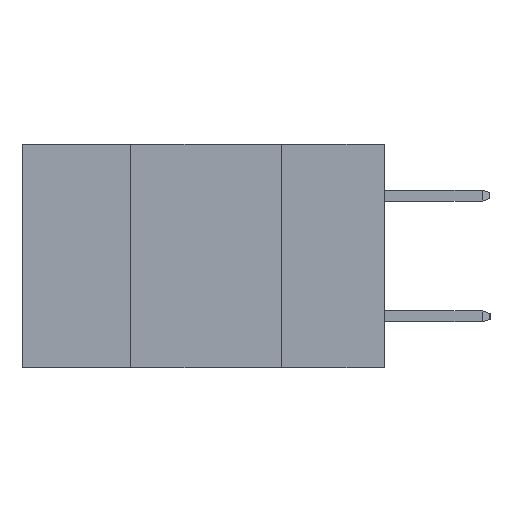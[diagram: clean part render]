
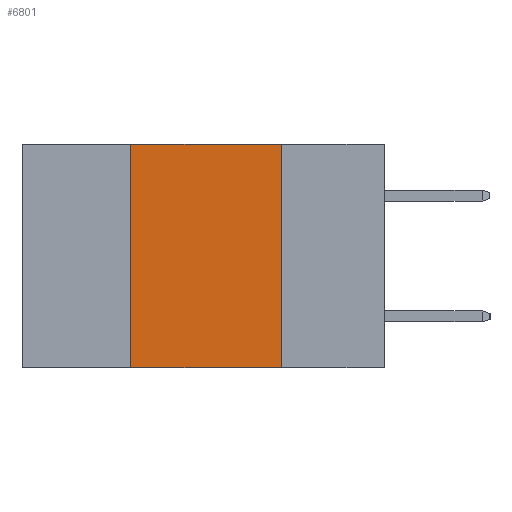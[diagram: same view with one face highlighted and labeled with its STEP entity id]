
A CAD part, left-side view. The second image highlights one B-rep face of the part: STEP entity #6801.
In plain terms, the highlighted planar face has unit normal (-1, 0, 0).
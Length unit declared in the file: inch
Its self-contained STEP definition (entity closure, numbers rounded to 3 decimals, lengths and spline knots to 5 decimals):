
#159 = FACE_OUTER_BOUND ( 'NONE', #10775, .T. ) ;
#546 = CARTESIAN_POINT ( 'NONE',  ( 0., 0.17, -0.37 ) ) ;
#584 = AXIS2_PLACEMENT_3D ( 'NONE', #16447, #1225, #10156 ) ;
#745 = LINE ( 'NONE', #546, #6729 ) ;
#1002 = ORIENTED_EDGE ( 'NONE', *, *, #9571, .T. ) ;
#1006 = CARTESIAN_POINT ( 'NONE',  ( 0., 0.17, 0. ) ) ;
#1057 = VECTOR ( 'NONE', #8601, 39.37008 ) ;
#1139 = LINE ( 'NONE', #4982, #10501 ) ;
#1225 = DIRECTION ( 'NONE',  ( 1., 0., 0. ) ) ;
#1235 = VERTEX_POINT ( 'NONE', #1822 ) ;
#1563 = CARTESIAN_POINT ( 'NONE',  ( 0., 0.42, 0. ) ) ;
#1822 = CARTESIAN_POINT ( 'NONE',  ( 0., 0.42, -0.37 ) ) ;
#2790 = VERTEX_POINT ( 'NONE', #7440 ) ;
#3589 = ORIENTED_EDGE ( 'NONE', *, *, #14008, .F. ) ;
#4982 = CARTESIAN_POINT ( 'NONE',  ( 0., 0.6, 0. ) ) ;
#6680 = VERTEX_POINT ( 'NONE', #1006 ) ;
#6729 = VECTOR ( 'NONE', #8190, 39.37008 ) ;
#6801 = ADVANCED_FACE ( 'NONE', ( #159 ), #7603, .F. ) ;
#7436 = EDGE_CURVE ( 'NONE', #13829, #6680, #1139, .T. ) ;
#7440 = CARTESIAN_POINT ( 'NONE',  ( 0., 0.17, -0.37 ) ) ;
#7603 = PLANE ( 'NONE',  #584 ) ;
#7687 = LINE ( 'NONE', #14221, #14007 ) ;
#7933 = DIRECTION ( 'NONE',  ( 0., 0., 1. ) ) ;
#8190 = DIRECTION ( 'NONE',  ( 0., 0., -1. ) ) ;
#8601 = DIRECTION ( 'NONE',  ( 0., -1., 0. ) ) ;
#8913 = EDGE_CURVE ( 'NONE', #1235, #13829, #7687, .T. ) ;
#9571 = EDGE_CURVE ( 'NONE', #1235, #2790, #11200, .T. ) ;
#9784 = ORIENTED_EDGE ( 'NONE', *, *, #8913, .F. ) ;
#10156 = DIRECTION ( 'NONE',  ( 0., 0., -1. ) ) ;
#10501 = VECTOR ( 'NONE', #12618, 39.37008 ) ;
#10775 = EDGE_LOOP ( 'NONE', ( #3589, #11747, #9784, #1002 ) ) ;
#11200 = LINE ( 'NONE', #13639, #1057 ) ;
#11747 = ORIENTED_EDGE ( 'NONE', *, *, #7436, .F. ) ;
#12618 = DIRECTION ( 'NONE',  ( 0., -1., 0. ) ) ;
#13639 = CARTESIAN_POINT ( 'NONE',  ( 0., 0.6, -0.37 ) ) ;
#13829 = VERTEX_POINT ( 'NONE', #1563 ) ;
#14007 = VECTOR ( 'NONE', #7933, 39.37008 ) ;
#14008 = EDGE_CURVE ( 'NONE', #6680, #2790, #745, .T. ) ;
#14221 = CARTESIAN_POINT ( 'NONE',  ( 0., 0.42, -0.37 ) ) ;
#16447 = CARTESIAN_POINT ( 'NONE',  ( 0., 0.6, 0. ) ) ;
